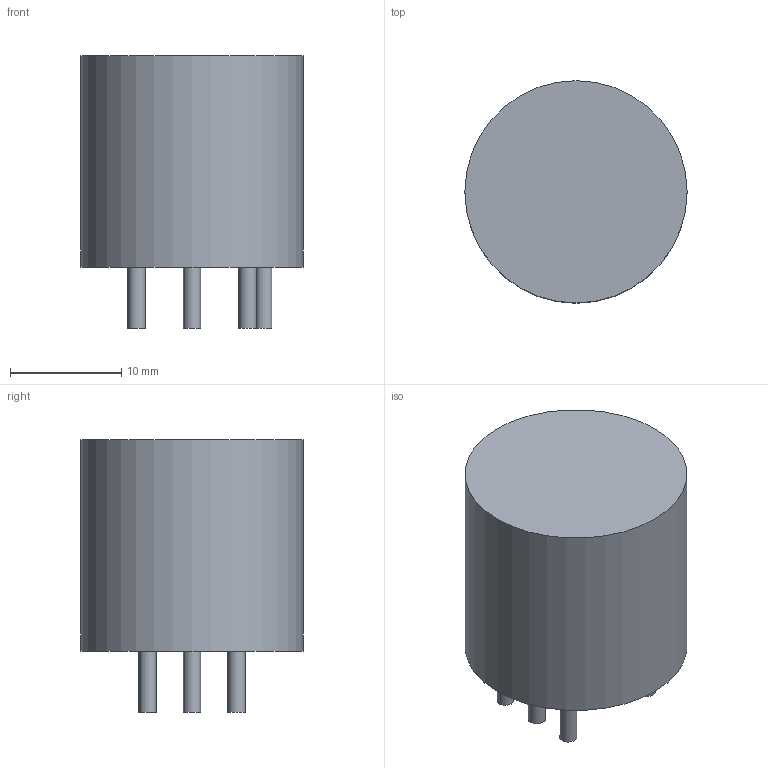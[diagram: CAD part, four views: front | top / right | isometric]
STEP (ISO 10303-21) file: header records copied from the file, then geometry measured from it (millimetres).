
FILE_DESCRIPTION(('FreeCAD Model'),'2;1');
FILE_NAME('Open CASCADE Shape Model','2021-05-09T16:47:33',('Author'),( ''),'Open CASCADE STEP processor 7.3','FreeCAD','Unknown');
FILE_SCHEMA(('AUTOMOTIVE_DESIGN { 1 0 10303 214 1 1 1 1 }'));
Length unit declared in the file: millimetre
Products named in the file (7): IR12EM; Sketch; body; Extrude; Sketch001; pins; Extrude001
Assembly tree (8 placements, depth 3):
  IR12EM
    Sketch
    body
      Extrude
    Extrude
    Sketch001
    pins
      Extrude001
    Extrude001
Bounding box: 20 x 20 x 24.5 mm (x, y, z)
Surface area: 4068 mm2
Topology: 16 solids, 16 shells, 48 faces, 56 edges, 40 vertices
Faces by surface type: plane 32, cylinder 16
Full cylindrical faces by diameter (mm): 1.459 x2, 1.55 x12, 20 x2
Entity records: 1100 total; most frequent: DIRECTION 170, CARTESIAN_POINT 145, AXIS2_PLACEMENT_3D 57, ORIENTED_EDGE 48, PCURVE 48, DEFINITIONAL_REPRESENTATION 48, CIRCLE 40, LINE 40
